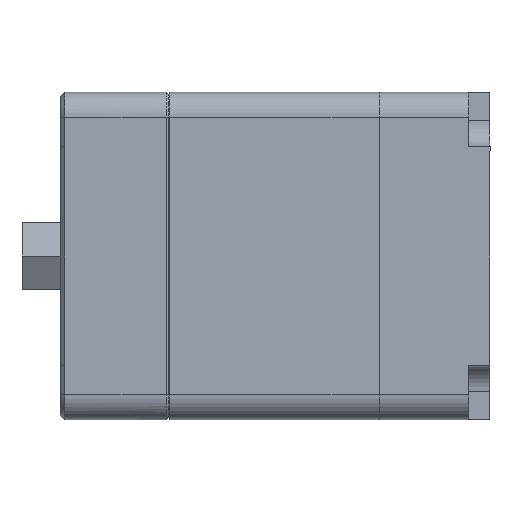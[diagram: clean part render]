
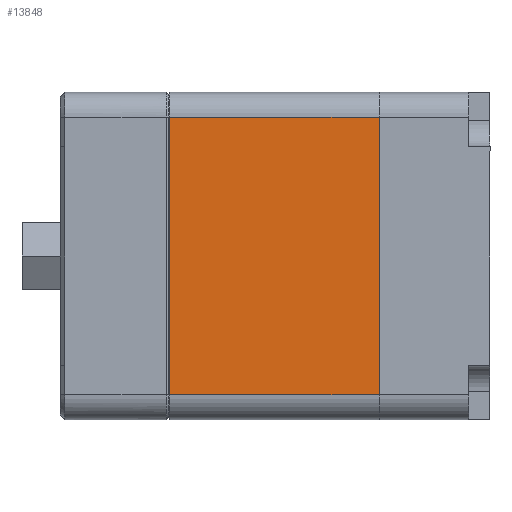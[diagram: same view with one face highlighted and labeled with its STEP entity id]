
A CAD part, left-side view. The second image highlights one B-rep face of the part: STEP entity #13848.
In plain terms, the highlighted planar face has unit normal (-1, 0, 0).
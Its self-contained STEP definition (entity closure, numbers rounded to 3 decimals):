
#71 = CARTESIAN_POINT ( 'NONE',  ( -145.5, -1.6, 0. ) ) ;
#549 = LINE ( 'NONE', #8746, #6190 ) ;
#836 = EDGE_LOOP ( 'NONE', ( #15290, #17631, #1980, #7118 ) ) ;
#1627 = DIRECTION ( 'NONE',  ( 0., 0., 1. ) ) ;
#1980 = ORIENTED_EDGE ( 'NONE', *, *, #6098, .T. ) ;
#2192 = CARTESIAN_POINT ( 'NONE',  ( -145.5, -20.29, 0.672 ) ) ;
#2858 = CARTESIAN_POINT ( 'NONE',  ( -145.5, -1.6, 0. ) ) ;
#3375 = CARTESIAN_POINT ( 'NONE',  ( -145.5, -1.6, -13.45 ) ) ;
#3763 = VERTEX_POINT ( 'NONE', #13852 ) ;
#4387 = VECTOR ( 'NONE', #13180, 1000. ) ;
#6098 = EDGE_CURVE ( 'NONE', #15803, #3763, #549, .T. ) ;
#6190 = VECTOR ( 'NONE', #1627, 1000. ) ;
#6509 = LINE ( 'NONE', #11900, #14200 ) ;
#7118 = ORIENTED_EDGE ( 'NONE', *, *, #12744, .F. ) ;
#7627 = VERTEX_POINT ( 'NONE', #2858 ) ;
#7703 = CARTESIAN_POINT ( 'NONE',  ( -145.5, -1.6, 0. ) ) ;
#7997 = LINE ( 'NONE', #71, #16771 ) ;
#8694 = DIRECTION ( 'NONE',  ( 0., 0., 1. ) ) ;
#8746 = CARTESIAN_POINT ( 'NONE',  ( -145.5, -19.4, -13.45 ) ) ;
#8966 = FACE_OUTER_BOUND ( 'NONE', #836, .T. ) ;
#8969 = AXIS2_PLACEMENT_3D ( 'NONE', #2192, #10056, #8694 ) ;
#9945 = EDGE_CURVE ( 'NONE', #7627, #12211, #7997, .T. ) ;
#10056 = DIRECTION ( 'NONE',  ( -1., 0., 0. ) ) ;
#10346 = EDGE_CURVE ( 'NONE', #12211, #15803, #6509, .T. ) ;
#10641 = CARTESIAN_POINT ( 'NONE',  ( -145.5, -19.4, -13.45 ) ) ;
#11900 = CARTESIAN_POINT ( 'NONE',  ( -145.5, -1.6, -13.45 ) ) ;
#12007 = LINE ( 'NONE', #7703, #4387 ) ;
#12042 = DIRECTION ( 'NONE',  ( 0., 0., -1. ) ) ;
#12211 = VERTEX_POINT ( 'NONE', #3375 ) ;
#12744 = EDGE_CURVE ( 'NONE', #7627, #3763, #12007, .T. ) ;
#13180 = DIRECTION ( 'NONE',  ( 0., -1., 0. ) ) ;
#13337 = DIRECTION ( 'NONE',  ( 0., -1., 0. ) ) ;
#13848 = ADVANCED_FACE ( 'NONE', ( #8966 ), #14449, .T. ) ;
#13852 = CARTESIAN_POINT ( 'NONE',  ( -145.5, -19.4, 0. ) ) ;
#14200 = VECTOR ( 'NONE', #13337, 1000. ) ;
#14449 = PLANE ( 'NONE',  #8969 ) ;
#15290 = ORIENTED_EDGE ( 'NONE', *, *, #9945, .T. ) ;
#15803 = VERTEX_POINT ( 'NONE', #10641 ) ;
#16771 = VECTOR ( 'NONE', #12042, 1000. ) ;
#17631 = ORIENTED_EDGE ( 'NONE', *, *, #10346, .T. ) ;
